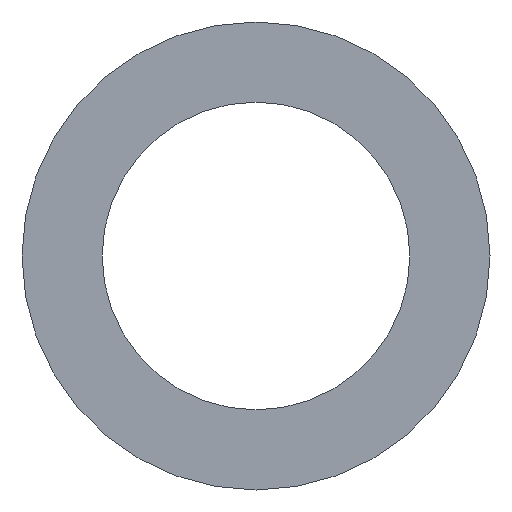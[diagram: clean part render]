
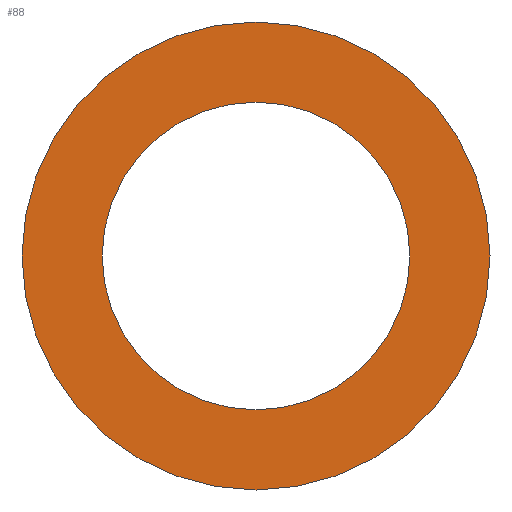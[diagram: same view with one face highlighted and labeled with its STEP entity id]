
A CAD part, left-side view. The second image highlights one B-rep face of the part: STEP entity #88.
In plain terms, the highlighted planar face has unit normal (-1, 0, 0).
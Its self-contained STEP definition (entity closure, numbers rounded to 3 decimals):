
#88 = ADVANCED_FACE( '', ( #206, #207 ), #208, .T. );
#92 = EDGE_CURVE( '', #122, #106, #212, .T. );
#104 = VERTEX_POINT( '', #227 );
#106 = VERTEX_POINT( '', #229 );
#108 = EDGE_CURVE( '', #104, #128, #231, .T. );
#110 = EDGE_CURVE( '', #106, #122, #233, .T. );
#122 = VERTEX_POINT( '', #245 );
#128 = VERTEX_POINT( '', #251 );
#138 = EDGE_CURVE( '', #128, #104, #261, .T. );
#206 = FACE_BOUND( '', #325, .T. );
#207 = FACE_OUTER_BOUND( '', #326, .T. );
#208 = PLANE( '', #327 );
#212 = CIRCLE( '', #333, 134. );
#227 = CARTESIAN_POINT( '', ( -110., -88.1, 0. ) );
#229 = CARTESIAN_POINT( '', ( -110., -134., 0. ) );
#231 = CIRCLE( '', #356, 88.1 );
#233 = CIRCLE( '', #359, 134. );
#245 = CARTESIAN_POINT( '', ( -110., 134., 0. ) );
#251 = CARTESIAN_POINT( '', ( -110., 88.1, 0. ) );
#261 = CIRCLE( '', #394, 88.1 );
#325 = EDGE_LOOP( '', ( #476, #477 ) );
#326 = EDGE_LOOP( '', ( #478, #479 ) );
#327 = AXIS2_PLACEMENT_3D( '', #480, #481, #482 );
#333 = AXIS2_PLACEMENT_3D( '', #486, #487, #488 );
#356 = AXIS2_PLACEMENT_3D( '', #517, #518, #519 );
#359 = AXIS2_PLACEMENT_3D( '', #520, #521, #522 );
#394 = AXIS2_PLACEMENT_3D( '', #535, #536, #537 );
#476 = ORIENTED_EDGE( '', *, *, #138, .F. );
#477 = ORIENTED_EDGE( '', *, *, #108, .F. );
#478 = ORIENTED_EDGE( '', *, *, #92, .T. );
#479 = ORIENTED_EDGE( '', *, *, #110, .T. );
#480 = CARTESIAN_POINT( '', ( -110., 111.05, 0. ) );
#481 = DIRECTION( '', ( -1., 0., 0. ) );
#482 = DIRECTION( '', ( 0., 1., 0. ) );
#486 = CARTESIAN_POINT( '', ( -110., 0., 0. ) );
#487 = DIRECTION( '', ( -1., 0., 0. ) );
#488 = DIRECTION( '', ( 0., 1., 0. ) );
#517 = CARTESIAN_POINT( '', ( -110., 0., 0. ) );
#518 = DIRECTION( '', ( -1., 0., 0. ) );
#519 = DIRECTION( '', ( 0., 1., 0. ) );
#520 = CARTESIAN_POINT( '', ( -110., 0., 0. ) );
#521 = DIRECTION( '', ( -1., 0., 0. ) );
#522 = DIRECTION( '', ( 0., 1., 0. ) );
#535 = CARTESIAN_POINT( '', ( -110., 0., 0. ) );
#536 = DIRECTION( '', ( -1., 0., 0. ) );
#537 = DIRECTION( '', ( 0., 1., 0. ) );
